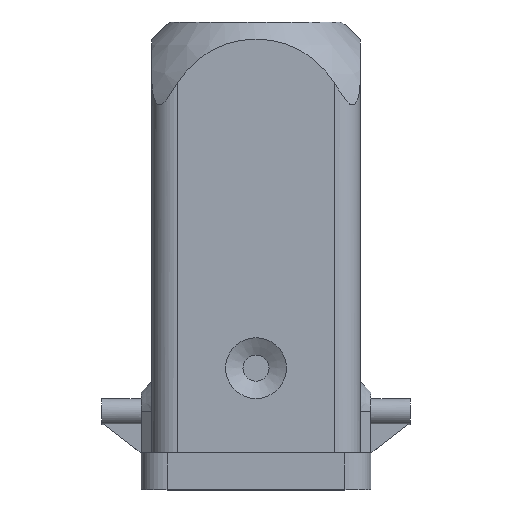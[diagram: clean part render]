
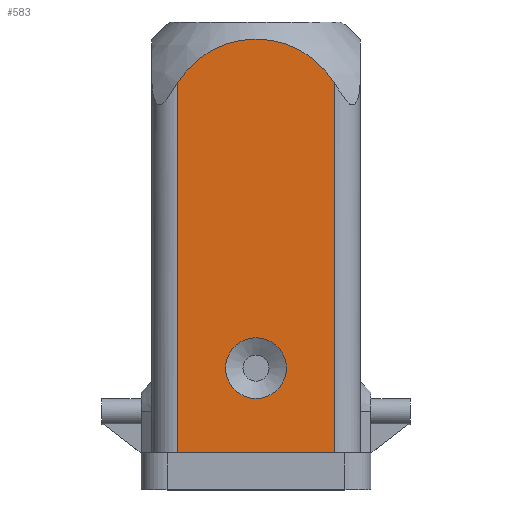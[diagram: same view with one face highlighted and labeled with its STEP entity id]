
A CAD part, top view. The second image highlights one B-rep face of the part: STEP entity #583.
In plain terms, the highlighted planar face has unit normal (0, 0, 1).
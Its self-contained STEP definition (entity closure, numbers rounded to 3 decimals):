
#45 = CARTESIAN_POINT ( 'NONE',  ( 4.25, 42., -1.25 ) ) ;
#46 = DIRECTION ( 'NONE',  ( 0., -1., 0. ) ) ;
#108 = CARTESIAN_POINT ( 'NONE',  ( 9.75, 14., -1.25 ) ) ;
#294 = CARTESIAN_POINT ( 'NONE',  ( 4.25, 4.25, -1.25 ) ) ;
#308 = DIRECTION ( 'NONE',  ( 1., 0., 0. ) ) ;
#320 = CARTESIAN_POINT ( 'NONE',  ( 4.25, 4.25, -1.25 ) ) ;
#371 = CARTESIAN_POINT ( 'NONE',  ( 22.25, 4.25, -1.25 ) ) ;
#405 = CARTESIAN_POINT ( 'NONE',  ( 4.25, 46.925, -1.25 ) ) ;
#414 = CARTESIAN_POINT ( 'NONE',  ( 22.25, 46.925, -1.25 ) ) ;
#485 = AXIS2_PLACEMENT_3D ( 'NONE', #1343, #1344, #1345 ) ;
#486 = CIRCLE ( 'NONE', #485, 10.605 ) ;
#493 = CIRCLE ( 'NONE', #506, 3.5 ) ;
#506 = AXIS2_PLACEMENT_3D ( 'NONE', #1414, #1415, #1416 ) ;
#513 = VECTOR ( 'NONE', #1418, 1000. ) ;
#569 = VECTOR ( 'NONE', #46, 1000. ) ;
#583 = ADVANCED_FACE ( 'NONE', ( #1201, #1202 ), #937, .F. ) ;
#604 = EDGE_CURVE ( 'NONE', #834, #850, #1225, .T. ) ;
#662 = EDGE_LOOP ( 'NONE', ( #728 ) ) ;
#664 = EDGE_LOOP ( 'NONE', ( #729, #731, #730, #733 ) ) ;
#728 = ORIENTED_EDGE ( 'NONE', *, *, #1933, .T. ) ;
#729 = ORIENTED_EDGE ( 'NONE', *, *, #1935, .F. ) ;
#730 = ORIENTED_EDGE ( 'NONE', *, *, #2094, .T. ) ;
#731 = ORIENTED_EDGE ( 'NONE', *, *, #1887, .F. ) ;
#733 = ORIENTED_EDGE ( 'NONE', *, *, #604, .T. ) ;
#834 = VERTEX_POINT ( 'NONE', #294 ) ;
#850 = VERTEX_POINT ( 'NONE', #371 ) ;
#907 = DIRECTION ( 'NONE',  ( 0., 0., -1. ) ) ;
#936 = CARTESIAN_POINT ( 'NONE',  ( 4.25, 42., -1.25 ) ) ;
#937 = PLANE ( 'NONE',  #1623 ) ;
#943 = DIRECTION ( 'NONE',  ( -1., 0., 0. ) ) ;
#947 = VERTEX_POINT ( 'NONE', #405 ) ;
#953 = VERTEX_POINT ( 'NONE', #414 ) ;
#1201 = FACE_BOUND ( 'NONE', #662, .T. ) ;
#1202 = FACE_OUTER_BOUND ( 'NONE', #664, .T. ) ;
#1225 = LINE ( 'NONE', #320, #1735 ) ;
#1343 = CARTESIAN_POINT ( 'NONE',  ( 13.25, 41.315, -1.25 ) ) ;
#1344 = DIRECTION ( 'NONE',  ( 0., 0., -1. ) ) ;
#1345 = DIRECTION ( 'NONE',  ( 1., 0., 0. ) ) ;
#1414 = CARTESIAN_POINT ( 'NONE',  ( 13.25, 14., -1.25 ) ) ;
#1415 = DIRECTION ( 'NONE',  ( 0., 0., -1. ) ) ;
#1416 = DIRECTION ( 'NONE',  ( -1., 0., 0. ) ) ;
#1417 = CARTESIAN_POINT ( 'NONE',  ( 22.25, 42., -1.25 ) ) ;
#1418 = DIRECTION ( 'NONE',  ( 0., -1., 0. ) ) ;
#1623 = AXIS2_PLACEMENT_3D ( 'NONE', #936, #907, #943 ) ;
#1735 = VECTOR ( 'NONE', #308, 1000. ) ;
#1887 = EDGE_CURVE ( 'NONE', #947, #953, #486, .T. ) ;
#1904 = LINE ( 'NONE', #1417, #513 ) ;
#1933 = EDGE_CURVE ( 'NONE', #1991, #1991, #493, .T. ) ;
#1935 = EDGE_CURVE ( 'NONE', #953, #850, #1904, .T. ) ;
#1971 = LINE ( 'NONE', #45, #569 ) ;
#1991 = VERTEX_POINT ( 'NONE', #108 ) ;
#2094 = EDGE_CURVE ( 'NONE', #947, #834, #1971, .T. ) ;
